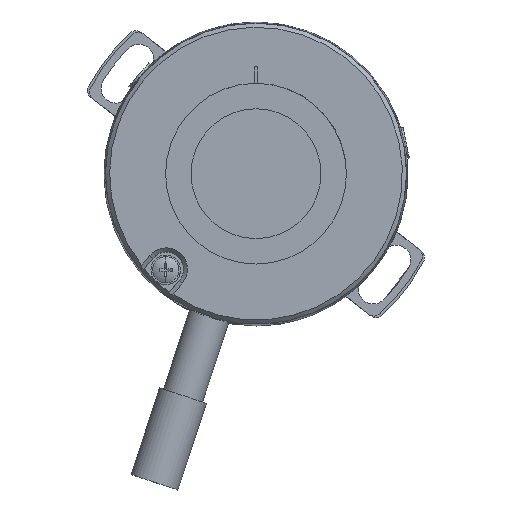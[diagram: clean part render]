
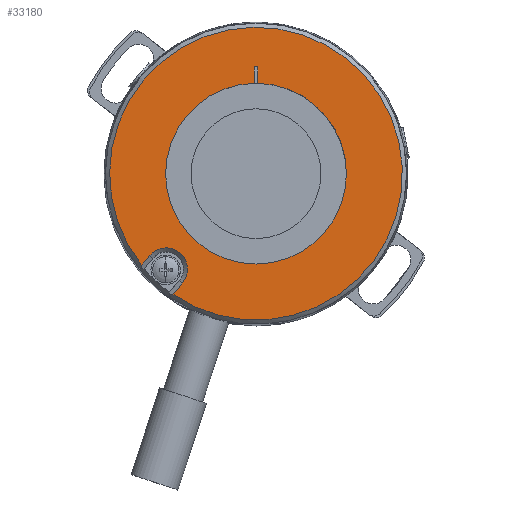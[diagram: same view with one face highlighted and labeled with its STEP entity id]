
A CAD part, top view. The second image highlights one B-rep face of the part: STEP entity #33180.
In plain terms, the highlighted planar face has unit normal (0, 0, 1).
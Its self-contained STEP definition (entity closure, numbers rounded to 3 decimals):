
#30180=CARTESIAN_POINT('',(456.852,71.697,
14.513));
#30190=DIRECTION('',(0.,0.,1.));
#30200=DIRECTION('',(1.,0.,0.));
#30210=AXIS2_PLACEMENT_3D('',#30180,#30190,#30200);
#30220=CIRCLE('',#30210,13.);
#30230=CARTESIAN_POINT('',(457.052,84.695,
14.513));
#30240=VERTEX_POINT('',#30230);
#30250=CARTESIAN_POINT('',(456.652,84.695,
14.513));
#30260=VERTEX_POINT('',#30250);
#30270=EDGE_CURVE('',#30240,#30260,#30220,.T.);
#30660=CARTESIAN_POINT('',(457.052,82.695,
14.513));
#30670=VERTEX_POINT('',#30660);
#30770=CARTESIAN_POINT('',(457.052,63.748,
14.513));
#30780=DIRECTION('',(0.,1.,0.));
#30790=VECTOR('',#30780,1.);
#30800=LINE('',#30770,#30790);
#30810=EDGE_CURVE('',#30670,#30240,#30800,.T.);
#31910=CARTESIAN_POINT('',(445.852,71.697,
14.513));
#31920=VERTEX_POINT('',#31910);
#31950=CARTESIAN_POINT('',(456.852,71.697,
14.513));
#31960=DIRECTION('',(0.,0.,1.));
#31970=DIRECTION('',(1.,0.,0.));
#31980=AXIS2_PLACEMENT_3D('',#31950,#31960,#31970);
#31990=CIRCLE('',#31980,11.);
#32000=CARTESIAN_POINT('',(456.652,82.695,
14.513));
#32010=VERTEX_POINT('',#32000);
#32020=EDGE_CURVE('',#32010,#31920,#31990,.T.);
#32200=CARTESIAN_POINT('',(467.852,71.697,
14.513));
#32210=VERTEX_POINT('',#32200);
#32220=EDGE_CURVE('',#32210,#30670,#31990,.T.);
#32390=CARTESIAN_POINT('',(456.652,63.883,
14.513));
#32400=DIRECTION('',(0.,-1.,0.));
#32410=VECTOR('',#32400,1.);
#32420=LINE('',#32390,#32410);
#32430=EDGE_CURVE('',#30260,#32010,#32420,.T.);
#32680=CARTESIAN_POINT('',(457.353,75.982,
14.513));
#32690=DIRECTION('',(-0.,0.,1.));
#32700=DIRECTION('',(0.5,-0.866,0.));
#32710=AXIS2_PLACEMENT_3D('',#32680,#32690,#32700);
#32720=PLANE('',#32710);
#32730=ORIENTED_EDGE('',*,*,#30810,.F.);
#32740=ORIENTED_EDGE('',*,*,#30270,.F.);
#32750=ORIENTED_EDGE('',*,*,#32430,.F.);
#32760=ORIENTED_EDGE('',*,*,#32020,.F.);
#32770=EDGE_CURVE('',#31920,#32210,#31990,.T.);
#32780=ORIENTED_EDGE('',*,*,#32770,.F.);
#32790=ORIENTED_EDGE('',*,*,#32220,.F.);
#32800=EDGE_LOOP('',(#32790,#32780,#32760,#32750,#32740,#32730));
#32810=FACE_BOUND('',#32800,.T.);
#32820=CARTESIAN_POINT('',(453.446,64.961,
14.513));
#32830=DIRECTION('',(-0.645,-0.764,0.));
#32840=VECTOR('',#32830,1.);
#32850=LINE('',#32820,#32840);
#32860=CARTESIAN_POINT('',(447.907,58.393,
14.513));
#32870=VERTEX_POINT('',#32860);
#32880=CARTESIAN_POINT('',(446.748,57.018,
14.513));
#32890=VERTEX_POINT('',#32880);
#32900=EDGE_CURVE('',#32870,#32890,#32850,.T.);
#32910=ORIENTED_EDGE('',*,*,#32900,.T.);
#32920=CARTESIAN_POINT('',(445.919,60.069,
14.513));
#32930=DIRECTION('',(0.,0.,-1.));
#32940=DIRECTION('',(0.457,-0.889,0.));
#32950=AXIS2_PLACEMENT_3D('',#32920,#32930,#32940);
#32960=CIRCLE('',#32950,2.6);
#32970=CARTESIAN_POINT('',(443.932,61.745,
14.513));
#32980=VERTEX_POINT('',#32970);
#32990=EDGE_CURVE('',#32980,#32870,#32960,.T.);
#33000=ORIENTED_EDGE('',*,*,#32990,.T.);
#33010=CARTESIAN_POINT('',(448.147,66.743,
14.513));
#33020=DIRECTION('',(0.645,0.764,0.));
#33030=VECTOR('',#33020,1.);
#33040=LINE('',#33010,#33030);
#33050=CARTESIAN_POINT('',(442.936,60.564,
14.513));
#33060=VERTEX_POINT('',#33050);
#33070=EDGE_CURVE('',#33060,#32980,#33040,.T.);
#33080=ORIENTED_EDGE('',*,*,#33070,.T.);
#33090=CARTESIAN_POINT('',(456.852,71.697,
14.513));
#33100=DIRECTION('',(0.,0.,-1.));
#33110=DIRECTION('',(-0.948,0.319,0.));
#33120=AXIS2_PLACEMENT_3D('',#33090,#33100,#33110);
#33130=CIRCLE('',#33120,17.82);
#33140=EDGE_CURVE('',#33060,#32890,#33130,.T.);
#33150=ORIENTED_EDGE('',*,*,#33140,.F.);
#33160=EDGE_LOOP('',(#33150,#33080,#33000,#32910));
#33170=FACE_OUTER_BOUND('',#33160,.T.);
#33180=ADVANCED_FACE('',(#32810,#33170),#32720,.T.);
